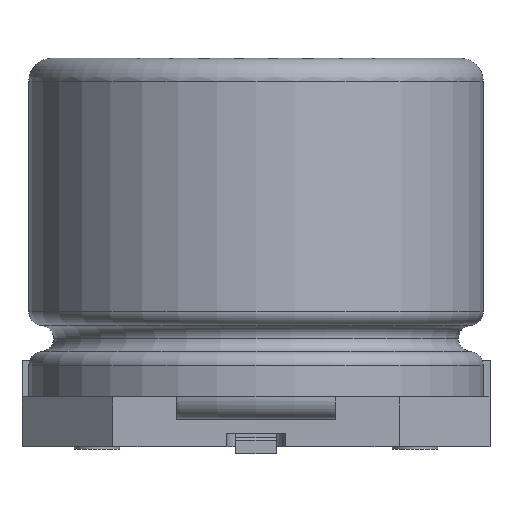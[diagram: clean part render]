
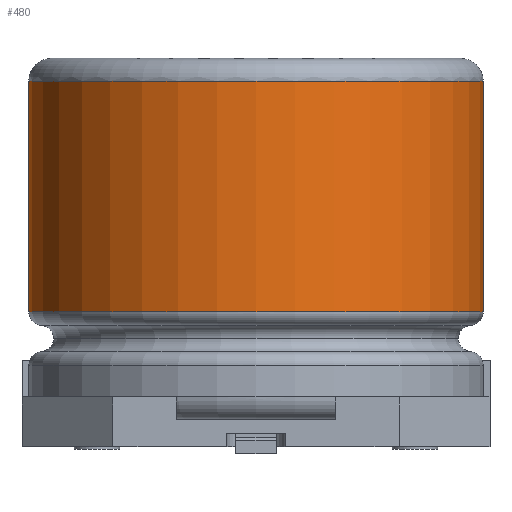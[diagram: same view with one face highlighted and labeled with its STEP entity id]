
A CAD part, front view. The second image highlights one B-rep face of the part: STEP entity #480.
In plain terms, the highlighted cylindrical face has radius 5 mm (diameter 10 mm), a full revolution.
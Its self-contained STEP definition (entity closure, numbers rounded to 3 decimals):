
#480 = ADVANCED_FACE( '', ( #1058, #1059 ), #1060, .T. );
#1058 = FACE_OUTER_BOUND( '', #1760, .T. );
#1059 = FACE_OUTER_BOUND( '', #1761, .T. );
#1060 = CYLINDRICAL_SURFACE( '', #1762, 5. );
#1760 = EDGE_LOOP( '', ( #3178 ) );
#1761 = EDGE_LOOP( '', ( #3179 ) );
#1762 = AXIS2_PLACEMENT_3D( '', #3180, #3181, #3182 );
#3178 = ORIENTED_EDGE( '', *, *, #4538, .T. );
#3179 = ORIENTED_EDGE( '', *, *, #4642, .T. );
#3180 = CARTESIAN_POINT( '', ( 0., 0., 9.9 ) );
#3181 = DIRECTION( '', ( 0., 0., -1. ) );
#3182 = DIRECTION( '', ( 1., 0., 0. ) );
#4538 = EDGE_CURVE( '', #5501, #5501, #5502, .T. );
#4642 = EDGE_CURVE( '', #5639, #5639, #5640, .T. );
#5501 = VERTEX_POINT( '', #7265 );
#5502 = CIRCLE( '', #7266, 5. );
#5639 = VERTEX_POINT( '', #7513 );
#5640 = CIRCLE( '', #7514, 5. );
#7265 = CARTESIAN_POINT( '', ( -5., 0., 7.45 ) );
#7266 = AXIS2_PLACEMENT_3D( '', #8204, #8205, #8206 );
#7513 = CARTESIAN_POINT( '', ( 5., 0., 2.371 ) );
#7514 = AXIS2_PLACEMENT_3D( '', #8300, #8301, #8302 );
#8204 = CARTESIAN_POINT( '', ( 0., 0., 7.45 ) );
#8205 = DIRECTION( '', ( 0., 0., -1. ) );
#8206 = DIRECTION( '', ( -1., 0., 0. ) );
#8300 = CARTESIAN_POINT( '', ( 0., 0., 2.371 ) );
#8301 = DIRECTION( '', ( 0., 0., 1. ) );
#8302 = DIRECTION( '', ( 1., 0., 0. ) );
